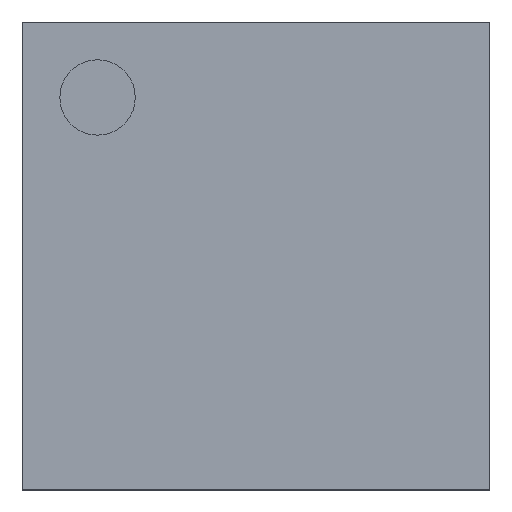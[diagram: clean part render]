
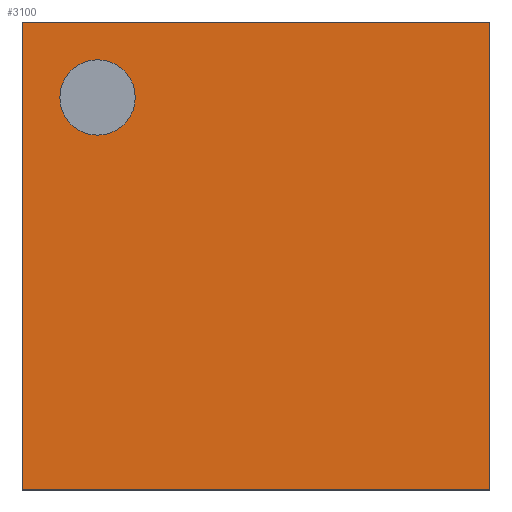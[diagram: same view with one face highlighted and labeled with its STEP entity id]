
A CAD part, top view. The second image highlights one B-rep face of the part: STEP entity #3100.
In plain terms, the highlighted planar face has unit normal (0, 0, 1).
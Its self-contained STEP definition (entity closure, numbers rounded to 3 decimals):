
#1605=CARTESIAN_POINT('',(-0.8,1.05,0.8));
#1606=VERTEX_POINT('',#1605);
#1622=CARTESIAN_POINT('',(-1.3,1.05,0.8));
#1623=VERTEX_POINT('',#1622);
#1630=CARTESIAN_POINT('',(-1.05,1.05,0.8));
#1631=DIRECTION('',(0.0,0.0,-1.0));
#1632=DIRECTION('',(1.0,0.0,0.0));
#1633=AXIS2_PLACEMENT_3D('',#1630,#1631,#1632);
#1634=CIRCLE('',#1633,0.25);
#1635=EDGE_CURVE('',#1606,#1623,#1634,.T.);
#1646=CARTESIAN_POINT('',(-1.05,1.05,0.8));
#1647=DIRECTION('',(0.0,0.0,-1.0));
#1648=DIRECTION('',(1.0,0.0,0.0));
#1649=AXIS2_PLACEMENT_3D('',#1646,#1647,#1648);
#1650=CIRCLE('',#1649,0.25);
#1651=EDGE_CURVE('',#1623,#1606,#1650,.T.);
#2855=CARTESIAN_POINT('',(-1.55,-1.55,0.8));
#2856=VERTEX_POINT('',#2855);
#2863=CARTESIAN_POINT('',(-1.55,1.55,0.8));
#2864=VERTEX_POINT('',#2863);
#2865=CARTESIAN_POINT('',(-1.55,-1.55,0.8));
#2866=DIRECTION('',(0.0,1.0,0.0));
#2867=VECTOR('',#2866,3.1);
#2868=LINE('',#2865,#2867);
#2869=EDGE_CURVE('',#2856,#2864,#2868,.T.);
#3009=CARTESIAN_POINT('',(1.55,1.55,0.8));
#3010=VERTEX_POINT('',#3009);
#3011=CARTESIAN_POINT('',(-1.55,1.55,0.8));
#3012=DIRECTION('',(1.0,0.0,0.0));
#3013=VECTOR('',#3012,3.1);
#3014=LINE('',#3011,#3013);
#3015=EDGE_CURVE('',#2864,#3010,#3014,.T.);
#3040=CARTESIAN_POINT('',(1.55,-1.55,0.8));
#3041=VERTEX_POINT('',#3040);
#3042=CARTESIAN_POINT('',(1.55,1.55,0.8));
#3043=DIRECTION('',(0.0,-1.0,0.0));
#3044=VECTOR('',#3043,3.1);
#3045=LINE('',#3042,#3044);
#3046=EDGE_CURVE('',#3010,#3041,#3045,.T.);
#3073=CARTESIAN_POINT('',(1.55,-1.55,0.8));
#3074=DIRECTION('',(-1.0,0.0,0.0));
#3075=VECTOR('',#3074,3.1);
#3076=LINE('',#3073,#3075);
#3077=EDGE_CURVE('',#3041,#2856,#3076,.T.);
#3085=CARTESIAN_POINT('',(0.0,0.,0.8));
#3086=DIRECTION('',(0.0,0.0,1.0));
#3087=DIRECTION('',(1.0,0.0,0.0));
#3088=AXIS2_PLACEMENT_3D('',#3085,#3086,#3087);
#3089=PLANE('',#3088);
#3090=ORIENTED_EDGE('',*,*,#2869,.F.);
#3091=ORIENTED_EDGE('',*,*,#3077,.F.);
#3092=ORIENTED_EDGE('',*,*,#3046,.F.);
#3093=ORIENTED_EDGE('',*,*,#3015,.F.);
#3094=EDGE_LOOP('',(#3090,#3091,#3092,#3093));
#3095=FACE_OUTER_BOUND('',#3094,.T.);
#3096=ORIENTED_EDGE('',*,*,#1635,.T.);
#3097=ORIENTED_EDGE('',*,*,#1651,.T.);
#3098=EDGE_LOOP('',(#3096,#3097));
#3099=FACE_BOUND('',#3098,.T.);
#3100=ADVANCED_FACE('',(#3095,#3099),#3089,.T.);
